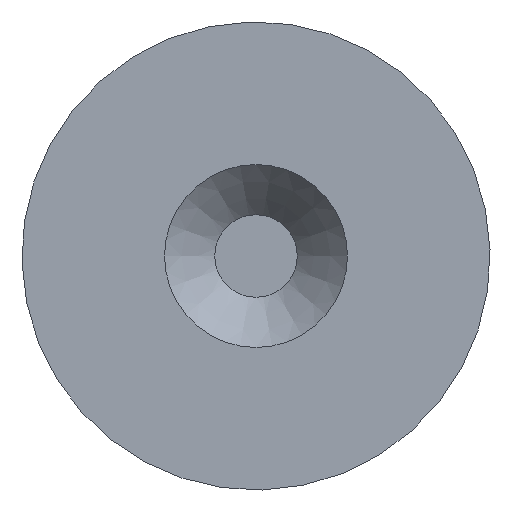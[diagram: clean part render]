
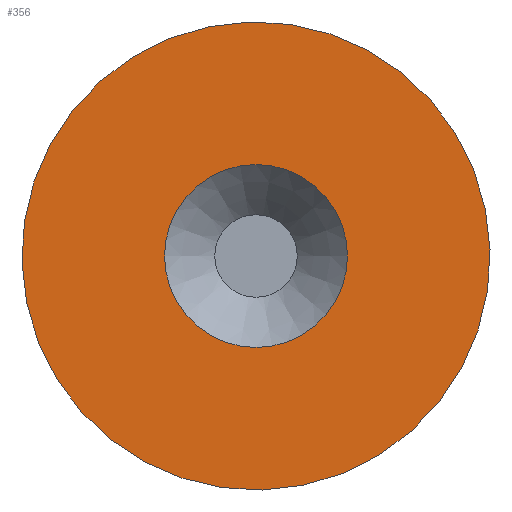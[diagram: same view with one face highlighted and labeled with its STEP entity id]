
A CAD part, front view. The second image highlights one B-rep face of the part: STEP entity #356.
In plain terms, the highlighted planar face has unit normal (0, -1, 0).
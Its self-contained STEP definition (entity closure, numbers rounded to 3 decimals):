
#31=FACE_BOUND('',#77,.T.);
#35=PLANE('',#417);
#53=FACE_OUTER_BOUND('',#76,.T.);
#76=EDGE_LOOP('',(#260));
#77=EDGE_LOOP('',(#261));
#122=CIRCLE('',#394,8.401);
#136=CIRCLE('',#416,21.5);
#143=VERTEX_POINT('',#542);
#155=VERTEX_POINT('',#580);
#175=EDGE_CURVE('',#143,#143,#122,.T.);
#192=EDGE_CURVE('',#155,#155,#136,.T.);
#260=ORIENTED_EDGE('',*,*,#192,.T.);
#261=ORIENTED_EDGE('',*,*,#175,.F.);
#356=ADVANCED_FACE('',(#53,#31),#35,.T.);
#394=AXIS2_PLACEMENT_3D('',#544,#442,#443);
#416=AXIS2_PLACEMENT_3D('',#581,#489,#490);
#417=AXIS2_PLACEMENT_3D('',#583,#492,#493);
#442=DIRECTION('center_axis',(0.,-1.,0.));
#443=DIRECTION('ref_axis',(1.,0.,0.));
#489=DIRECTION('center_axis',(0.,-1.,0.));
#490=DIRECTION('ref_axis',(0.949,0.,-0.316));
#492=DIRECTION('center_axis',(0.,-1.,0.));
#493=DIRECTION('ref_axis',(-0.316,0.,-0.949));
#542=CARTESIAN_POINT('',(-8.401,0.,0.));
#544=CARTESIAN_POINT('Origin',(0.,0.,0.));
#580=CARTESIAN_POINT('',(-20.397,0.,6.798));
#581=CARTESIAN_POINT('Origin',(0.,0.,
0.));
#583=CARTESIAN_POINT('Origin',(20.022,0.,-6.673));
